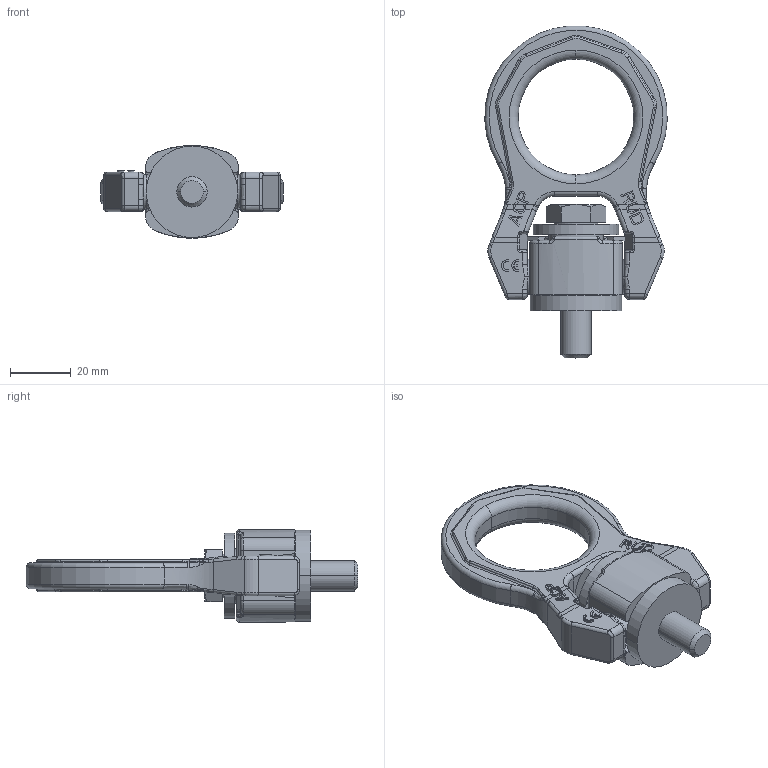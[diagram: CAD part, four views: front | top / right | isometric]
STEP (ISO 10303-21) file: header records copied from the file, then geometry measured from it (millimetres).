
FILE_DESCRIPTION((''),'2;1');
FILE_NAME('001-M36026-P-1_ASM','2021-12-22T07:49:19',('Anja.Joas'),(''),'CREO PARAMETRIC BY PTC INC, 2020454','CREO PARAMETRIC BY PTC INC, 2020454','');
FILE_SCHEMA(('AP242_MANAGED_MODEL_BASED_3D_ENGINEERING_MIM_LF { 1 0 10303 442 1 1 4 }'));
Length unit declared in the file: millimetre
Products named in the file (5): 001-M35810-P-20_AF0; 001-M35810-P-10_AF1; 001-M35810-P-60_AF1; 001-M34894-P-1; 001-M36026-P-1_ASM
Assembly tree (4 placements, depth 2):
  001-M36026-P-1_ASM
    001-M35810-P-20_AF0
    001-M35810-P-10_AF1
    001-M35810-P-60_AF1
    001-M34894-P-1
Bounding box: 59.96 x 109.09 x 30.41 mm (x, y, z)
Volume: 48066 mm3; surface area: 20881.3 mm2
Topology: 5 solids, 5 shells, 1250 faces, 3309 edges, 2119 vertices
Faces by surface type: plane 844, cylinder 195, bspline 116, torus 83, cone 8, sphere 4
Entity records: 49366 total; most frequent: CARTESIAN_POINT 13267, ORIENTED_EDGE 6618, DIRECTION 5850, EDGE_CURVE 3309, VECTOR 2476, LINE 2476, VERTEX_POINT 2119, PRESENTATION_STYLE_ASSIGNMENT 1816
